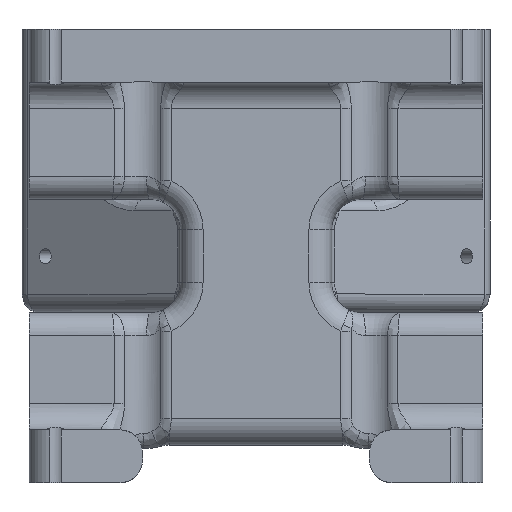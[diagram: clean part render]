
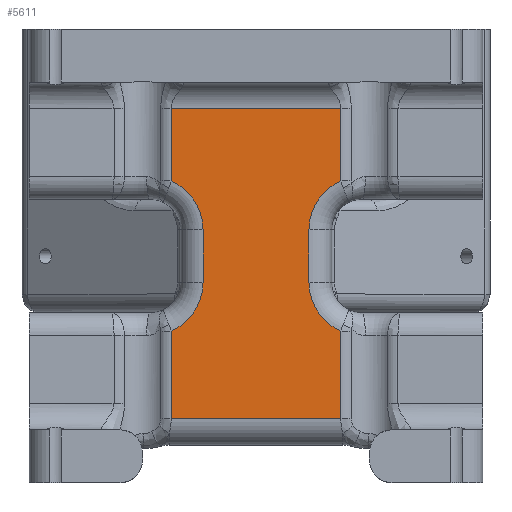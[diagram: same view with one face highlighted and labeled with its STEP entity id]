
A CAD part, top view. The second image highlights one B-rep face of the part: STEP entity #5611.
In plain terms, the highlighted planar face has unit normal (0, 0, 1).
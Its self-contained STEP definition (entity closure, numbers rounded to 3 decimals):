
#181=PLANE('',#6058);
#340=CIRCLE('',#6059,7.);
#341=CIRCLE('',#6060,7.);
#342=CIRCLE('',#6061,7.);
#343=CIRCLE('',#6062,7.);
#676=FACE_OUTER_BOUND('',#1044,.T.);
#1044=EDGE_LOOP('',(#3823,#3824,#3825,#3826,#3827,#3828,#3829,#3830,#3831,
#3832,#3833,#3834));
#1437=LINE('',#11870,#1705);
#1445=LINE('',#12081,#1713);
#1446=LINE('',#12085,#1714);
#1447=LINE('',#12088,#1715);
#1448=LINE('',#12090,#1716);
#1449=LINE('',#12094,#1717);
#1450=LINE('',#12098,#1718);
#1451=LINE('',#12099,#1719);
#1705=VECTOR('',#6824,1000.);
#1713=VECTOR('',#6838,1000.);
#1714=VECTOR('',#6841,1000.);
#1715=VECTOR('',#6844,1000.);
#1716=VECTOR('',#6845,1000.);
#1717=VECTOR('',#6848,1000.);
#1718=VECTOR('',#6851,1000.);
#1719=VECTOR('',#6852,1000.);
#2335=VERTEX_POINT('',#11868);
#2336=VERTEX_POINT('',#11869);
#2345=VERTEX_POINT('',#12079);
#2346=VERTEX_POINT('',#12080);
#2347=VERTEX_POINT('',#12082);
#2348=VERTEX_POINT('',#12084);
#2349=VERTEX_POINT('',#12086);
#2350=VERTEX_POINT('',#12089);
#2351=VERTEX_POINT('',#12091);
#2352=VERTEX_POINT('',#12093);
#2353=VERTEX_POINT('',#12095);
#2354=VERTEX_POINT('',#12097);
#2886=EDGE_CURVE('',#2335,#2336,#1437,.T.);
#2898=EDGE_CURVE('',#2345,#2346,#1445,.T.);
#2899=EDGE_CURVE('',#2346,#2347,#340,.T.);
#2900=EDGE_CURVE('',#2347,#2348,#1446,.T.);
#2901=EDGE_CURVE('',#2348,#2349,#341,.T.);
#2902=EDGE_CURVE('',#2349,#2335,#1447,.T.);
#2903=EDGE_CURVE('',#2350,#2336,#1448,.T.);
#2904=EDGE_CURVE('',#2351,#2350,#342,.T.);
#2905=EDGE_CURVE('',#2352,#2351,#1449,.T.);
#2906=EDGE_CURVE('',#2353,#2352,#343,.T.);
#2907=EDGE_CURVE('',#2354,#2353,#1450,.T.);
#2908=EDGE_CURVE('',#2354,#2345,#1451,.T.);
#3823=ORIENTED_EDGE('',*,*,#2898,.T.);
#3824=ORIENTED_EDGE('',*,*,#2899,.T.);
#3825=ORIENTED_EDGE('',*,*,#2900,.T.);
#3826=ORIENTED_EDGE('',*,*,#2901,.T.);
#3827=ORIENTED_EDGE('',*,*,#2902,.T.);
#3828=ORIENTED_EDGE('',*,*,#2886,.T.);
#3829=ORIENTED_EDGE('',*,*,#2903,.F.);
#3830=ORIENTED_EDGE('',*,*,#2904,.F.);
#3831=ORIENTED_EDGE('',*,*,#2905,.F.);
#3832=ORIENTED_EDGE('',*,*,#2906,.F.);
#3833=ORIENTED_EDGE('',*,*,#2907,.F.);
#3834=ORIENTED_EDGE('',*,*,#2908,.T.);
#5611=ADVANCED_FACE('',(#676),#181,.T.);
#6058=AXIS2_PLACEMENT_3D('',#12078,#6836,#6837);
#6059=AXIS2_PLACEMENT_3D('',#12083,#6839,#6840);
#6060=AXIS2_PLACEMENT_3D('',#12087,#6842,#6843);
#6061=AXIS2_PLACEMENT_3D('',#12092,#6846,#6847);
#6062=AXIS2_PLACEMENT_3D('',#12096,#6849,#6850);
#6824=DIRECTION('',(-1.,0.,0.));
#6836=DIRECTION('center_axis',(0.,0.,1.));
#6837=DIRECTION('ref_axis',(1.,0.,0.));
#6838=DIRECTION('',(0.,1.,0.));
#6839=DIRECTION('center_axis',(0.,0.,-1.));
#6840=DIRECTION('ref_axis',(1.,0.,0.));
#6841=DIRECTION('',(0.,1.,0.));
#6842=DIRECTION('center_axis',(0.,0.,-1.));
#6843=DIRECTION('ref_axis',(1.,0.,0.));
#6844=DIRECTION('',(0.,1.,0.));
#6845=DIRECTION('',(0.,1.,0.));
#6846=DIRECTION('center_axis',(0.,0.,1.));
#6847=DIRECTION('ref_axis',(-1.,0.,0.));
#6848=DIRECTION('',(0.,1.,0.));
#6849=DIRECTION('center_axis',(0.,0.,1.));
#6850=DIRECTION('ref_axis',(-1.,0.,0.));
#6851=DIRECTION('',(0.,1.,0.));
#6852=DIRECTION('',(1.,0.,0.));
#11868=CARTESIAN_POINT('',(11.225,19.5,7.));
#11869=CARTESIAN_POINT('',(-11.225,19.5,7.));
#11870=CARTESIAN_POINT('',(0.,19.5,7.));
#12078=CARTESIAN_POINT('Origin',(0.,0.,7.));
#12079=CARTESIAN_POINT('',(11.225,-21.5,7.));
#12080=CARTESIAN_POINT('',(11.225,-9.926,7.));
#12081=CARTESIAN_POINT('',(11.225,0.,7.));
#12082=CARTESIAN_POINT('',(7.,-3.5,7.));
#12083=CARTESIAN_POINT('Origin',(14.,-3.5,7.));
#12084=CARTESIAN_POINT('',(7.,3.5,7.));
#12085=CARTESIAN_POINT('',(7.,3.5,7.));
#12086=CARTESIAN_POINT('',(11.225,9.926,7.));
#12087=CARTESIAN_POINT('Origin',(14.,3.5,7.));
#12088=CARTESIAN_POINT('',(11.225,0.,7.));
#12089=CARTESIAN_POINT('',(-11.225,9.926,7.));
#12090=CARTESIAN_POINT('',(-11.225,0.,7.));
#12091=CARTESIAN_POINT('',(-7.,3.5,7.));
#12092=CARTESIAN_POINT('Origin',(-14.,3.5,7.));
#12093=CARTESIAN_POINT('',(-7.,-3.5,7.));
#12094=CARTESIAN_POINT('',(-7.,3.5,7.));
#12095=CARTESIAN_POINT('',(-11.225,-9.926,7.));
#12096=CARTESIAN_POINT('Origin',(-14.,-3.5,7.));
#12097=CARTESIAN_POINT('',(-11.225,-21.5,7.));
#12098=CARTESIAN_POINT('',(-11.225,0.,7.));
#12099=CARTESIAN_POINT('',(30.,-21.5,7.));
